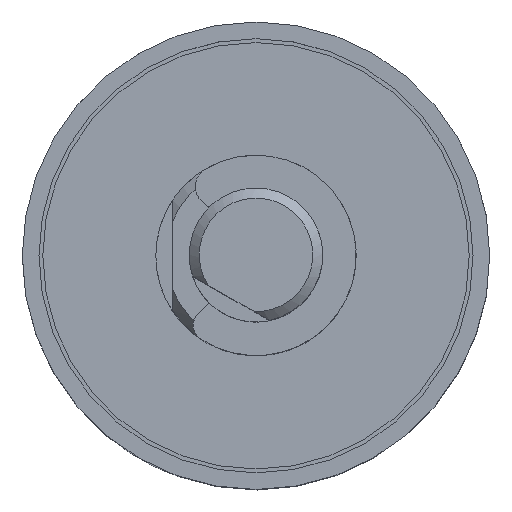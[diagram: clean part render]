
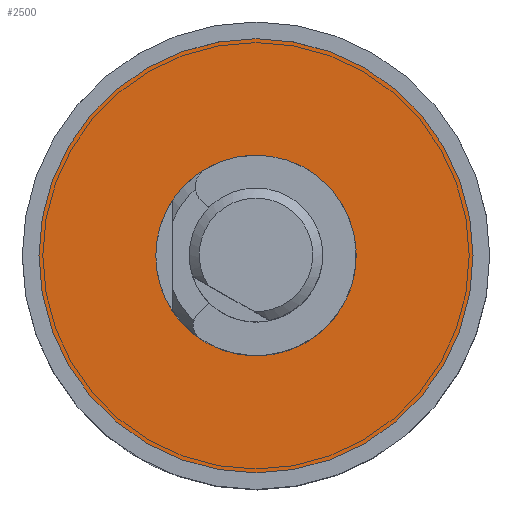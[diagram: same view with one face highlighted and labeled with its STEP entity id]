
A CAD part, top view. The second image highlights one B-rep face of the part: STEP entity #2500.
In plain terms, the highlighted planar face has unit normal (0, 0, 1).
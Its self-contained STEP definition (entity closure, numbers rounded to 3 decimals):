
#191 = DIRECTION ( 'NONE',  ( 0., 0., -1. ) ) ;
#2266 = AXIS2_PLACEMENT_3D ( 'NONE', #4994, #191, #5031 ) ;
#2500 = ADVANCED_FACE ( 'NONE', ( #6662, #4803 ), #3008, .T. ) ;
#3008 = PLANE ( 'NONE',  #5017 ) ;
#3636 = VERTEX_POINT ( 'NONE', #4752 ) ;
#3719 = DIRECTION ( 'NONE',  ( 1., 0., 0. ) ) ;
#3873 = VERTEX_POINT ( 'NONE', #7545 ) ;
#4752 = CARTESIAN_POINT ( 'NONE',  ( 6.5, 0., 0.5 ) ) ;
#4803 = FACE_OUTER_BOUND ( 'NONE', #7930, .T. ) ;
#4947 = ORIENTED_EDGE ( 'NONE', *, *, #6443, .T. ) ;
#4994 = CARTESIAN_POINT ( 'NONE',  ( 0., 0., 0.5 ) ) ;
#5017 = AXIS2_PLACEMENT_3D ( 'NONE', #8579, #5761, #3719 ) ;
#5031 = DIRECTION ( 'NONE',  ( -1., 0., 0. ) ) ;
#5227 = AXIS2_PLACEMENT_3D ( 'NONE', #5562, #6923, #8339 ) ;
#5296 = CIRCLE ( 'NONE', #2266, 3. ) ;
#5562 = CARTESIAN_POINT ( 'NONE',  ( 0., 0., 0.5 ) ) ;
#5761 = DIRECTION ( 'NONE',  ( 0., 0., 1. ) ) ;
#5782 = EDGE_LOOP ( 'NONE', ( #4947 ) ) ;
#5902 = ORIENTED_EDGE ( 'NONE', *, *, #6892, .T. ) ;
#6165 = CIRCLE ( 'NONE', #5227, 6.5 ) ;
#6443 = EDGE_CURVE ( 'NONE', #3873, #3873, #5296, .T. ) ;
#6662 = FACE_BOUND ( 'NONE', #5782, .T. ) ;
#6892 = EDGE_CURVE ( 'NONE', #3636, #3636, #6165, .T. ) ;
#6923 = DIRECTION ( 'NONE',  ( 0., 0., 1. ) ) ;
#7545 = CARTESIAN_POINT ( 'NONE',  ( -3., 0., 0.5 ) ) ;
#7930 = EDGE_LOOP ( 'NONE', ( #5902 ) ) ;
#8339 = DIRECTION ( 'NONE',  ( 1., 0., 0. ) ) ;
#8579 = CARTESIAN_POINT ( 'NONE',  ( 3., 0., 0.5 ) ) ;
